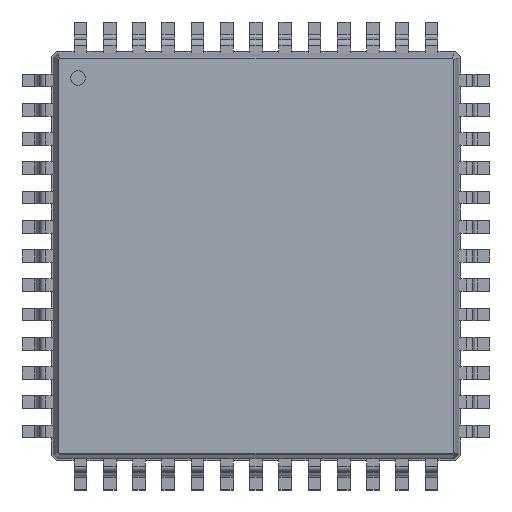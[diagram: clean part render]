
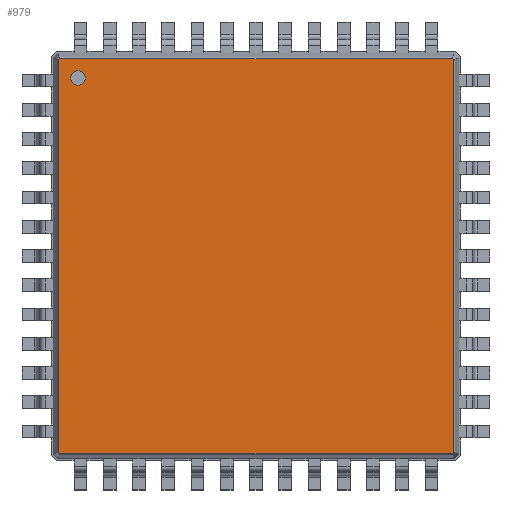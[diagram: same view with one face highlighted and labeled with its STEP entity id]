
A CAD part, top view. The second image highlights one B-rep face of the part: STEP entity #979.
In plain terms, the highlighted planar face has unit normal (0, 0, 1).
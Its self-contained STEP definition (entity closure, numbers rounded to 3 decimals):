
#13=DIRECTION('',(0.,0.,1.));
#43=CARTESIAN_POINT('',(-6.718,6.787,1.5));
#185=VERTEX_POINT('',#186);
#186=CARTESIAN_POINT('',(-6.702,6.746,1.5));
#203=EDGE_CURVE('',#185,#204,#206,.T.);
#204=VERTEX_POINT('',#205);
#205=CARTESIAN_POINT('',(6.702,6.746,1.5));
#206=B_SPLINE_CURVE_WITH_KNOTS('',2,(#207,#208,#209,#210,#211),.UNSPECIFIED.,.F.,.F.,(3,1,1,3),(-0.698,-0.04,13.477,14.135),.UNSPECIFIED.);
#207=CARTESIAN_POINT('',(-7.417,6.746,1.5));
#208=CARTESIAN_POINT('',(-7.088,6.746,1.5));
#209=CARTESIAN_POINT('',(0.,6.746,1.5));
#210=CARTESIAN_POINT('',(7.088,6.746,1.5));
#211=CARTESIAN_POINT('',(7.417,6.746,1.5));
#752=DIRECTION('',(0.,-1.,0.));
#915=EDGE_CURVE('',#204,#916,#918,.T.);
#916=VERTEX_POINT('',#917);
#917=CARTESIAN_POINT('',(6.746,6.702,1.5));
#918=B_SPLINE_CURVE_WITH_KNOTS('',2,(#919,#920,#921,#922,#923),.UNSPECIFIED.,.F.,.F.,(3,1,1,3),(-0.29,-0.04,0.137,0.386),.UNSPECIFIED.);
#919=CARTESIAN_POINT('',(6.485,6.963,1.5));
#920=CARTESIAN_POINT('',(6.574,6.875,1.5));
#921=CARTESIAN_POINT('',(6.724,6.724,1.5));
#922=CARTESIAN_POINT('',(6.875,6.574,1.5));
#923=CARTESIAN_POINT('',(6.963,6.485,1.5));
#947=VERTEX_POINT('',#948);
#948=CARTESIAN_POINT('',(-6.746,6.702,1.5));
#965=EDGE_CURVE('',#947,#185,#966,.T.);
#966=B_SPLINE_CURVE_WITH_KNOTS('',2,(#967,#968,#969,#970,#971),.UNSPECIFIED.,.F.,.F.,(3,1,1,3),(-0.29,-0.04,0.137,0.386),.UNSPECIFIED.);
#967=CARTESIAN_POINT('',(-6.963,6.485,1.5));
#968=CARTESIAN_POINT('',(-6.875,6.574,1.5));
#969=CARTESIAN_POINT('',(-6.724,6.724,1.5));
#970=CARTESIAN_POINT('',(-6.574,6.875,1.5));
#971=CARTESIAN_POINT('',(-6.485,6.963,1.5));
#979=ADVANCED_FACE('',(#980,#1033),#1043,.T.);
#980=FACE_BOUND('',#981,.T.);
#981=EDGE_LOOP('',(#982,#983,#984,#994,#1004,#1014,#1024,#1032));
#982=ORIENTED_EDGE('',*,*,#203,.F.);
#983=ORIENTED_EDGE('',*,*,#965,.F.);
#984=ORIENTED_EDGE('',*,*,#985,.F.);
#985=EDGE_CURVE('',#986,#947,#988,.T.);
#986=VERTEX_POINT('',#987);
#987=CARTESIAN_POINT('',(-6.746,-6.702,1.5));
#988=B_SPLINE_CURVE_WITH_KNOTS('',2,(#989,#990,#991,#992,#993),.UNSPECIFIED.,.F.,.F.,(3,1,1,3),(-0.698,-0.04,13.477,14.135),.UNSPECIFIED.);
#989=CARTESIAN_POINT('',(-6.746,-7.417,1.5));
#990=CARTESIAN_POINT('',(-6.746,-7.088,1.5));
#991=CARTESIAN_POINT('',(-6.746,0.,1.5));
#992=CARTESIAN_POINT('',(-6.746,7.088,1.5));
#993=CARTESIAN_POINT('',(-6.746,7.417,1.5));
#994=ORIENTED_EDGE('',*,*,#995,.F.);
#995=EDGE_CURVE('',#996,#986,#998,.T.);
#996=VERTEX_POINT('',#997);
#997=CARTESIAN_POINT('',(-6.702,-6.746,1.5));
#998=B_SPLINE_CURVE_WITH_KNOTS('',2,(#999,#1000,#1001,#1002,#1003),.UNSPECIFIED.,.F.,.F.,(3,1,1,3),(-0.29,-0.04,0.137,0.386),.UNSPECIFIED.);
#999=CARTESIAN_POINT('',(-6.485,-6.963,1.5));
#1000=CARTESIAN_POINT('',(-6.574,-6.875,1.5));
#1001=CARTESIAN_POINT('',(-6.724,-6.724,1.5));
#1002=CARTESIAN_POINT('',(-6.875,-6.574,1.5));
#1003=CARTESIAN_POINT('',(-6.963,-6.485,1.5));
#1004=ORIENTED_EDGE('',*,*,#1005,.F.);
#1005=EDGE_CURVE('',#1006,#996,#1008,.T.);
#1006=VERTEX_POINT('',#1007);
#1007=CARTESIAN_POINT('',(6.702,-6.746,1.5));
#1008=B_SPLINE_CURVE_WITH_KNOTS('',2,(#1009,#1010,#1011,#1012,#1013),.UNSPECIFIED.,.F.,.F.,(3,1,1,3),(-0.698,-0.04,13.477,14.135),.UNSPECIFIED.);
#1009=CARTESIAN_POINT('',(7.417,-6.746,1.5));
#1010=CARTESIAN_POINT('',(7.088,-6.746,1.5));
#1011=CARTESIAN_POINT('',(0.,-6.746,1.5));
#1012=CARTESIAN_POINT('',(-7.088,-6.746,1.5));
#1013=CARTESIAN_POINT('',(-7.417,-6.746,1.5));
#1014=ORIENTED_EDGE('',*,*,#1015,.F.);
#1015=EDGE_CURVE('',#1016,#1006,#1018,.T.);
#1016=VERTEX_POINT('',#1017);
#1017=CARTESIAN_POINT('',(6.746,-6.702,1.5));
#1018=B_SPLINE_CURVE_WITH_KNOTS('',2,(#1019,#1020,#1021,#1022,#1023),.UNSPECIFIED.,.F.,.F.,(3,1,1,3),(-0.29,-0.04,0.137,0.386),.UNSPECIFIED.);
#1019=CARTESIAN_POINT('',(6.963,-6.485,1.5));
#1020=CARTESIAN_POINT('',(6.875,-6.574,1.5));
#1021=CARTESIAN_POINT('',(6.724,-6.724,1.5));
#1022=CARTESIAN_POINT('',(6.574,-6.875,1.5));
#1023=CARTESIAN_POINT('',(6.485,-6.963,1.5));
#1024=ORIENTED_EDGE('',*,*,#1025,.F.);
#1025=EDGE_CURVE('',#916,#1016,#1026,.T.);
#1026=B_SPLINE_CURVE_WITH_KNOTS('',2,(#1027,#1028,#1029,#1030,#1031),.UNSPECIFIED.,.F.,.F.,(3,1,1,3),(-0.698,-0.04,13.477,14.135),.UNSPECIFIED.);
#1027=CARTESIAN_POINT('',(6.746,7.417,1.5));
#1028=CARTESIAN_POINT('',(6.746,7.088,1.5));
#1029=CARTESIAN_POINT('',(6.746,0.,1.5));
#1030=CARTESIAN_POINT('',(6.746,-7.088,1.5));
#1031=CARTESIAN_POINT('',(6.746,-7.417,1.5));
#1032=ORIENTED_EDGE('',*,*,#915,.F.);
#1033=FACE_BOUND('',#1034,.T.);
#1034=EDGE_LOOP('',(#1035));
#1035=ORIENTED_EDGE('',*,*,#1036,.T.);
#1036=EDGE_CURVE('',#1037,#1037,#1039,.T.);
#1037=VERTEX_POINT('',#1038);
#1038=CARTESIAN_POINT('',(-6.087,5.837,1.5));
#1039=CIRCLE('',#1040,0.25);
#1040=AXIS2_PLACEMENT_3D('',#1041,#1042,#752);
#1041=CARTESIAN_POINT('',(-6.087,6.087,1.5));
#1042=DIRECTION('',(0.,-0.,-1.));
#1043=PLANE('',#1044);
#1044=AXIS2_PLACEMENT_3D('',#43,#13,#1045);
#1045=DIRECTION('',(0.704,-0.711,0.));
